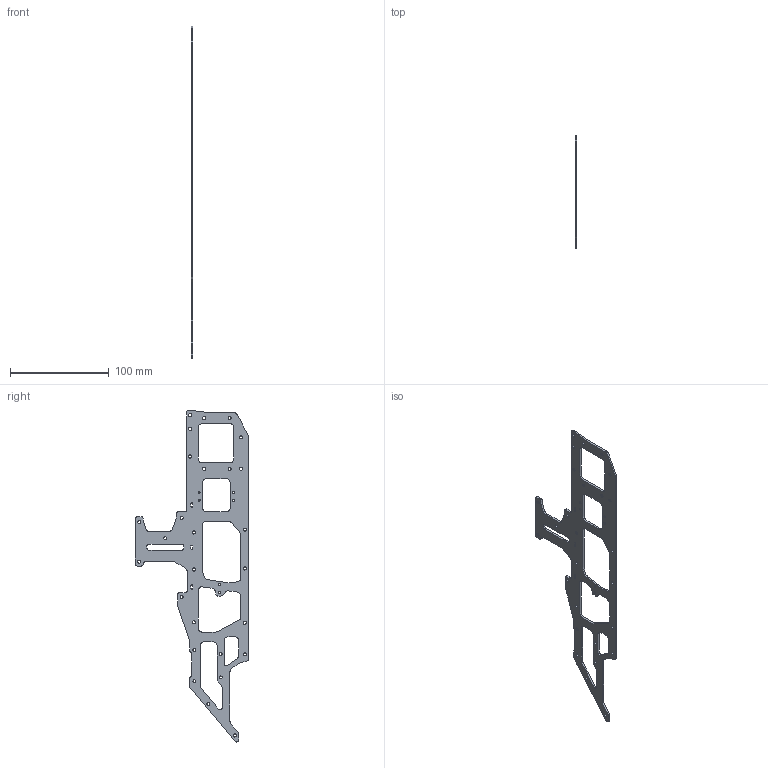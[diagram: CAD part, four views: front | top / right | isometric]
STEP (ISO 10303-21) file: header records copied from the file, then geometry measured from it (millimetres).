
FILE_DESCRIPTION (( 'STEP AP214' ), '1' );
FILE_NAME ('02-010-21 side plate Right.STEP', '2025-11-13T16:27:13', ( '' ), ( '' ), 'SwSTEP 2.0', 'SolidWorks 2020', '' );
FILE_SCHEMA (( 'AUTOMOTIVE_DESIGN' ));
Length unit declared in the file: millimetre
Products named in the file (1): 02-010-21 side plate Right
Bounding box: 2 x 115 x 336.7 mm (x, y, z)
Volume: 23877.1 mm3; surface area: 28199.3 mm2
Topology: 1 solids, 1 shells, 188 faces, 558 edges, 372 vertices
Faces by surface type: cylinder 110, plane 78
Full cylindrical faces by diameter (mm): 2.1 x6, 3.1 x25, 3.2 x1, 3.25 x1
Entity records: 6423 total; most frequent: DIRECTION 1123, CARTESIAN_POINT 1086, ORIENTED_EDGE 1050, EDGE_CURVE 525, AXIS2_PLACEMENT_3D 409, VERTEX_POINT 372, EDGE_LOOP 307, VECTOR 305
